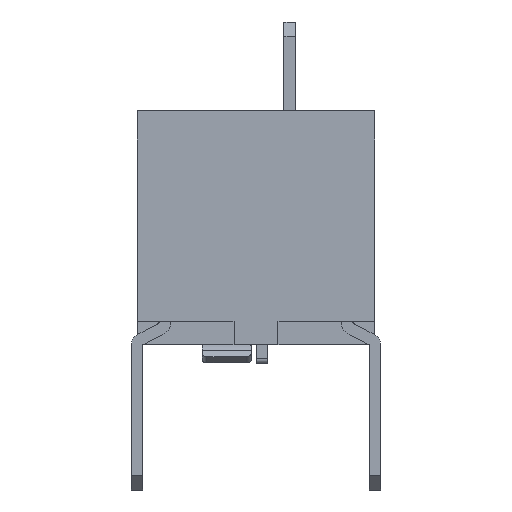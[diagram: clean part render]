
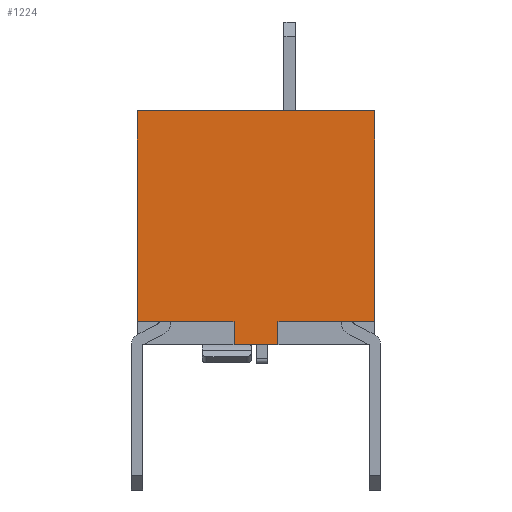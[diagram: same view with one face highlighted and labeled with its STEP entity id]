
A CAD part, left-side view. The second image highlights one B-rep face of the part: STEP entity #1224.
In plain terms, the highlighted planar face has unit normal (-1, 0, 0).
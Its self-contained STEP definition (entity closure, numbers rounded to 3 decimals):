
#1224 = ADVANCED_FACE( '', ( #2537 ), #2538, .F. );
#2537 = FACE_OUTER_BOUND( '', #3893, .T. );
#2538 = PLANE( '', #3894 );
#3893 = EDGE_LOOP( '', ( #7713, #7714, #7715, #7716, #7717, #7718, #7719, #7720 ) );
#3894 = AXIS2_PLACEMENT_3D( '', #7721, #7722, #7723 );
#7713 = ORIENTED_EDGE( '', *, *, #9455, .F. );
#7714 = ORIENTED_EDGE( '', *, *, #8882, .T. );
#7715 = ORIENTED_EDGE( '', *, *, #8745, .T. );
#7716 = ORIENTED_EDGE( '', *, *, #8791, .F. );
#7717 = ORIENTED_EDGE( '', *, *, #8347, .F. );
#7718 = ORIENTED_EDGE( '', *, *, #9426, .F. );
#7719 = ORIENTED_EDGE( '', *, *, #9044, .T. );
#7720 = ORIENTED_EDGE( '', *, *, #8022, .T. );
#7721 = CARTESIAN_POINT( '', ( -15.54, 0., 0. ) );
#7722 = DIRECTION( '', ( 1., 0., 0. ) );
#7723 = DIRECTION( '', ( 0., 0., -1. ) );
#8022 = EDGE_CURVE( '', #9609, #9607, #9610, .T. );
#8347 = EDGE_CURVE( '', #10180, #10181, #10182, .T. );
#8745 = EDGE_CURVE( '', #10793, #10791, #10794, .T. );
#8791 = EDGE_CURVE( '', #10181, #10791, #10865, .T. );
#8882 = EDGE_CURVE( '', #10994, #10793, #10999, .T. );
#9044 = EDGE_CURVE( '', #11211, #9609, #11219, .T. );
#9426 = EDGE_CURVE( '', #11211, #10180, #11667, .T. );
#9455 = EDGE_CURVE( '', #10994, #9607, #11699, .T. );
#9607 = VERTEX_POINT( '', #11898 );
#9609 = VERTEX_POINT( '', #11901 );
#9610 = LINE( '', #11902, #11903 );
#10180 = VERTEX_POINT( '', #12750 );
#10181 = VERTEX_POINT( '', #12751 );
#10182 = LINE( '', #12752, #12753 );
#10791 = VERTEX_POINT( '', #13669 );
#10793 = VERTEX_POINT( '', #13672 );
#10794 = LINE( '', #13673, #13674 );
#10865 = LINE( '', #13777, #13778 );
#10994 = VERTEX_POINT( '', #13975 );
#10999 = LINE( '', #13983, #13984 );
#11211 = VERTEX_POINT( '', #14304 );
#11219 = LINE( '', #14316, #14317 );
#11667 = LINE( '', #14993, #14994 );
#11699 = LINE( '', #15040, #15041 );
#11898 = CARTESIAN_POINT( '', ( -15.54, 0.47, -2.5 ) );
#11901 = CARTESIAN_POINT( '', ( -15.54, 0.47, -2. ) );
#11902 = CARTESIAN_POINT( '', ( -15.54, 0.47, 0. ) );
#11903 = VECTOR( '', #15142, 1000. );
#12750 = CARTESIAN_POINT( '', ( -15.54, 2.54, 2.5 ) );
#12751 = CARTESIAN_POINT( '', ( -15.54, -2.54, 2.5 ) );
#12752 = CARTESIAN_POINT( '', ( -15.54, 2.54, 2.5 ) );
#12753 = VECTOR( '', #15440, 1000. );
#13669 = CARTESIAN_POINT( '', ( -15.54, -2.54, -2. ) );
#13672 = CARTESIAN_POINT( '', ( -15.54, -0.47, -2. ) );
#13673 = CARTESIAN_POINT( '', ( -15.54, 0., -2. ) );
#13674 = VECTOR( '', #15784, 1000. );
#13777 = CARTESIAN_POINT( '', ( -15.54, -2.54, 2.5 ) );
#13778 = VECTOR( '', #15826, 1000. );
#13975 = CARTESIAN_POINT( '', ( -15.54, -0.47, -2.5 ) );
#13983 = CARTESIAN_POINT( '', ( -15.54, -0.47, 0. ) );
#13984 = VECTOR( '', #15913, 1000. );
#14304 = CARTESIAN_POINT( '', ( -15.54, 2.54, -2. ) );
#14316 = CARTESIAN_POINT( '', ( -15.54, 0., -2. ) );
#14317 = VECTOR( '', #16038, 1000. );
#14993 = CARTESIAN_POINT( '', ( -15.54, 2.54, -2.5 ) );
#14994 = VECTOR( '', #16286, 1000. );
#15040 = CARTESIAN_POINT( '', ( -15.54, -2.54, -2.5 ) );
#15041 = VECTOR( '', #16301, 1000. );
#15142 = DIRECTION( '', ( 0., 0., -1. ) );
#15440 = DIRECTION( '', ( 0., -1., 0. ) );
#15784 = DIRECTION( '', ( 0., -1., 0. ) );
#15826 = DIRECTION( '', ( 0., 0., -1. ) );
#15913 = DIRECTION( '', ( 0., 0., 1. ) );
#16038 = DIRECTION( '', ( 0., -1., 0. ) );
#16286 = DIRECTION( '', ( 0., 0., 1. ) );
#16301 = DIRECTION( '', ( 0., 1., 0. ) );
